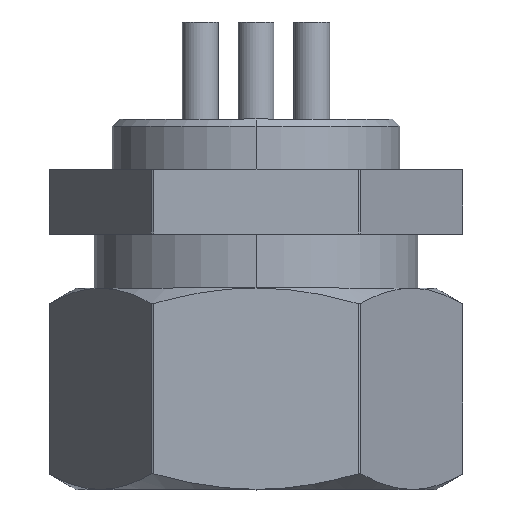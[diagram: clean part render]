
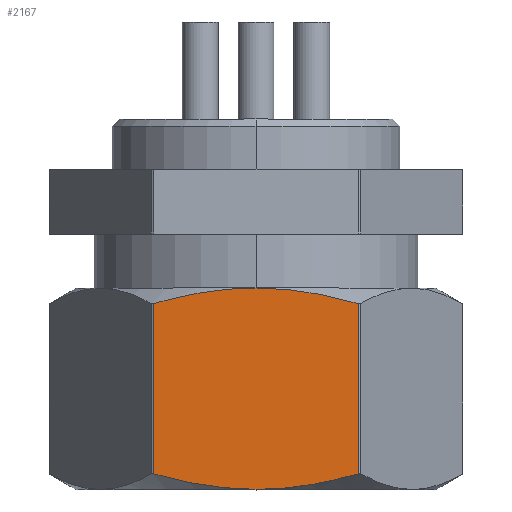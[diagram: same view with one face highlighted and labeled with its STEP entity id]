
A CAD part, top view. The second image highlights one B-rep face of the part: STEP entity #2167.
In plain terms, the highlighted planar face has unit normal (0, 0, 1).
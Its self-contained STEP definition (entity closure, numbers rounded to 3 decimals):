
#2084=CARTESIAN_POINT('',(2.887,0.0,5.));
#2085=DIRECTION('',(0.0,0.0,1.0));
#2086=DIRECTION('',(1.0,0.0,0.0));
#2087=AXIS2_PLACEMENT_3D('',#2084,#2085,#2086);
#2088=PLANE('',#2087);
#2089=CARTESIAN_POINT('',(2.839,-6.667,5.));
#2090=VERTEX_POINT('',#2089);
#2091=CARTESIAN_POINT('',(0.0,-7.1,5.0));
#2092=VERTEX_POINT('',#2091);
#2093=CARTESIAN_POINT('',(2.839,-6.667,5.));
#2094=CARTESIAN_POINT('',(1.321,-7.1,5.));
#2095=CARTESIAN_POINT('',(0.0,-7.1,5.0));
#2103=(BOUNDED_CURVE()B_SPLINE_CURVE(2,(#2093,#2094,#2095),.UNSPECIFIED.,.F.,.U.)B_SPLINE_CURVE_WITH_KNOTS((3,3),(0.0,0.288),.UNSPECIFIED.)CURVE()GEOMETRIC_REPRESENTATION_ITEM()RATIONAL_B_SPLINE_CURVE((1.0,1.037,1.0))REPRESENTATION_ITEM(''));
#2104=EDGE_CURVE('',#2090,#2092,#2103,.T.);
#2105=ORIENTED_EDGE('',*,*,#2104,.F.);
#2106=CARTESIAN_POINT('',(2.839,-1.933,5.));
#2107=VERTEX_POINT('',#2106);
#2108=CARTESIAN_POINT('',(2.839,-1.933,5.));
#2109=DIRECTION('',(0.0,-1.0,0.0));
#2110=VECTOR('',#2109,4.734);
#2111=LINE('',#2108,#2110);
#2112=EDGE_CURVE('',#2107,#2090,#2111,.T.);
#2113=ORIENTED_EDGE('',*,*,#2112,.F.);
#2114=CARTESIAN_POINT('',(0.0,-1.5,5.0));
#2115=VERTEX_POINT('',#2114);
#2116=CARTESIAN_POINT('',(0.0,-1.5,5.0));
#2117=CARTESIAN_POINT('',(1.321,-1.5,5.));
#2118=CARTESIAN_POINT('',(2.839,-1.933,5.));
#2126=(BOUNDED_CURVE()B_SPLINE_CURVE(2,(#2116,#2117,#2118),.UNSPECIFIED.,.F.,.U.)B_SPLINE_CURVE_WITH_KNOTS((3,3),(0.288,0.576),.UNSPECIFIED.)CURVE()GEOMETRIC_REPRESENTATION_ITEM()RATIONAL_B_SPLINE_CURVE((1.0,1.037,1.0))REPRESENTATION_ITEM(''));
#2127=EDGE_CURVE('',#2115,#2107,#2126,.T.);
#2128=ORIENTED_EDGE('',*,*,#2127,.F.);
#2129=CARTESIAN_POINT('',(-2.839,-1.933,5.));
#2130=VERTEX_POINT('',#2129);
#2131=CARTESIAN_POINT('',(-2.839,-1.933,5.));
#2132=CARTESIAN_POINT('',(-1.321,-1.5,5.));
#2133=CARTESIAN_POINT('',(0.0,-1.5,5.0));
#2141=(BOUNDED_CURVE()B_SPLINE_CURVE(2,(#2131,#2132,#2133),.UNSPECIFIED.,.F.,.U.)B_SPLINE_CURVE_WITH_KNOTS((3,3),(0.0,0.288),.UNSPECIFIED.)CURVE()GEOMETRIC_REPRESENTATION_ITEM()RATIONAL_B_SPLINE_CURVE((1.0,1.037,1.0))REPRESENTATION_ITEM(''));
#2142=EDGE_CURVE('',#2130,#2115,#2141,.T.);
#2143=ORIENTED_EDGE('',*,*,#2142,.F.);
#2144=CARTESIAN_POINT('',(-2.839,-6.667,5.));
#2145=VERTEX_POINT('',#2144);
#2146=CARTESIAN_POINT('',(-2.839,-6.667,5.));
#2147=DIRECTION('',(0.0,1.0,0.0));
#2148=VECTOR('',#2147,4.734);
#2149=LINE('',#2146,#2148);
#2150=EDGE_CURVE('',#2145,#2130,#2149,.T.);
#2151=ORIENTED_EDGE('',*,*,#2150,.F.);
#2152=CARTESIAN_POINT('',(0.0,-7.1,5.0));
#2153=CARTESIAN_POINT('',(-1.321,-7.1,5.));
#2154=CARTESIAN_POINT('',(-2.839,-6.667,5.));
#2162=(BOUNDED_CURVE()B_SPLINE_CURVE(2,(#2152,#2153,#2154),.UNSPECIFIED.,.F.,.U.)B_SPLINE_CURVE_WITH_KNOTS((3,3),(0.288,0.576),.UNSPECIFIED.)CURVE()GEOMETRIC_REPRESENTATION_ITEM()RATIONAL_B_SPLINE_CURVE((1.0,1.037,1.0))REPRESENTATION_ITEM(''));
#2163=EDGE_CURVE('',#2092,#2145,#2162,.T.);
#2164=ORIENTED_EDGE('',*,*,#2163,.F.);
#2165=EDGE_LOOP('',(#2105,#2113,#2128,#2143,#2151,#2164));
#2166=FACE_OUTER_BOUND('',#2165,.T.);
#2167=ADVANCED_FACE('',(#2166),#2088,.T.);
